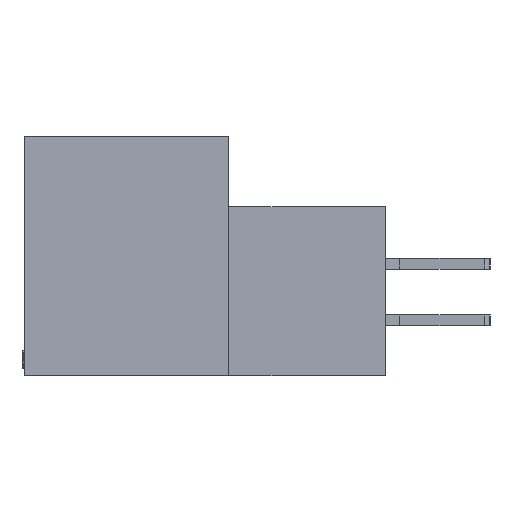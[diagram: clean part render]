
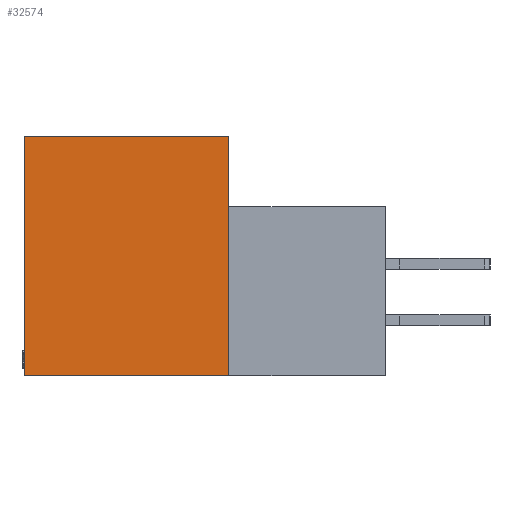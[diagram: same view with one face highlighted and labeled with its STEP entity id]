
A CAD part, left-side view. The second image highlights one B-rep face of the part: STEP entity #32574.
In plain terms, the highlighted planar face has unit normal (-1, 0, 0).
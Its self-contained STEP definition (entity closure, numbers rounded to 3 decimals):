
#3694 = DIRECTION ( 'NONE',  ( 0., 0., -1. ) ) ;
#4246 = CARTESIAN_POINT ( 'NONE',  ( 0., 11.506, -13.487 ) ) ;
#4794 = DIRECTION ( 'NONE',  ( 0., 0., -1. ) ) ;
#5222 = VERTEX_POINT ( 'NONE', #15972 ) ;
#6359 = CARTESIAN_POINT ( 'NONE',  ( 0., 11.506, 0. ) ) ;
#7314 = VECTOR ( 'NONE', #37983, 1000. ) ;
#7317 = EDGE_CURVE ( 'NONE', #38926, #5222, #38266, .T. ) ;
#7507 = VERTEX_POINT ( 'NONE', #10597 ) ;
#7736 = VECTOR ( 'NONE', #3694, 1000. ) ;
#7818 = PLANE ( 'NONE',  #10608 ) ;
#10597 = CARTESIAN_POINT ( 'NONE',  ( 0., 11.506, -13.487 ) ) ;
#10608 = AXIS2_PLACEMENT_3D ( 'NONE', #29617, #23434, #4794 ) ;
#10967 = DIRECTION ( 'NONE',  ( 0., 0., 1. ) ) ;
#11307 = ORIENTED_EDGE ( 'NONE', *, *, #16236, .F. ) ;
#12487 = EDGE_CURVE ( 'NONE', #25659, #7507, #33017, .T. ) ;
#15972 = CARTESIAN_POINT ( 'NONE',  ( 0., 0., 0. ) ) ;
#16236 = EDGE_CURVE ( 'NONE', #5222, #25659, #26663, .T. ) ;
#17537 = EDGE_CURVE ( 'NONE', #7507, #38926, #37328, .T. ) ;
#18347 = CARTESIAN_POINT ( 'NONE',  ( 0., 0., -13.487 ) ) ;
#19524 = ORIENTED_EDGE ( 'NONE', *, *, #7317, .F. ) ;
#19695 = ORIENTED_EDGE ( 'NONE', *, *, #12487, .F. ) ;
#19831 = VECTOR ( 'NONE', #37848, 1000. ) ;
#22457 = CARTESIAN_POINT ( 'NONE',  ( 0., 11.506, 0. ) ) ;
#22839 = ORIENTED_EDGE ( 'NONE', *, *, #17537, .F. ) ;
#23434 = DIRECTION ( 'NONE',  ( 1., 0., 0. ) ) ;
#25659 = VERTEX_POINT ( 'NONE', #18347 ) ;
#26300 = EDGE_LOOP ( 'NONE', ( #19695, #11307, #19524, #22839 ) ) ;
#26560 = FACE_OUTER_BOUND ( 'NONE', #26300, .T. ) ;
#26663 = LINE ( 'NONE', #28418, #7736 ) ;
#28418 = CARTESIAN_POINT ( 'NONE',  ( 0., 0., 0. ) ) ;
#29617 = CARTESIAN_POINT ( 'NONE',  ( 0., 0., 0. ) ) ;
#31727 = CARTESIAN_POINT ( 'NONE',  ( 0., -8.814, -13.487 ) ) ;
#32574 = ADVANCED_FACE ( 'NONE', ( #26560 ), #7818, .F. ) ;
#33017 = LINE ( 'NONE', #31727, #7314 ) ;
#33917 = VECTOR ( 'NONE', #10967, 1000. ) ;
#37328 = LINE ( 'NONE', #4246, #33917 ) ;
#37848 = DIRECTION ( 'NONE',  ( 0., -1., 0. ) ) ;
#37983 = DIRECTION ( 'NONE',  ( 0., 1., 0. ) ) ;
#38266 = LINE ( 'NONE', #6359, #19831 ) ;
#38926 = VERTEX_POINT ( 'NONE', #22457 ) ;
